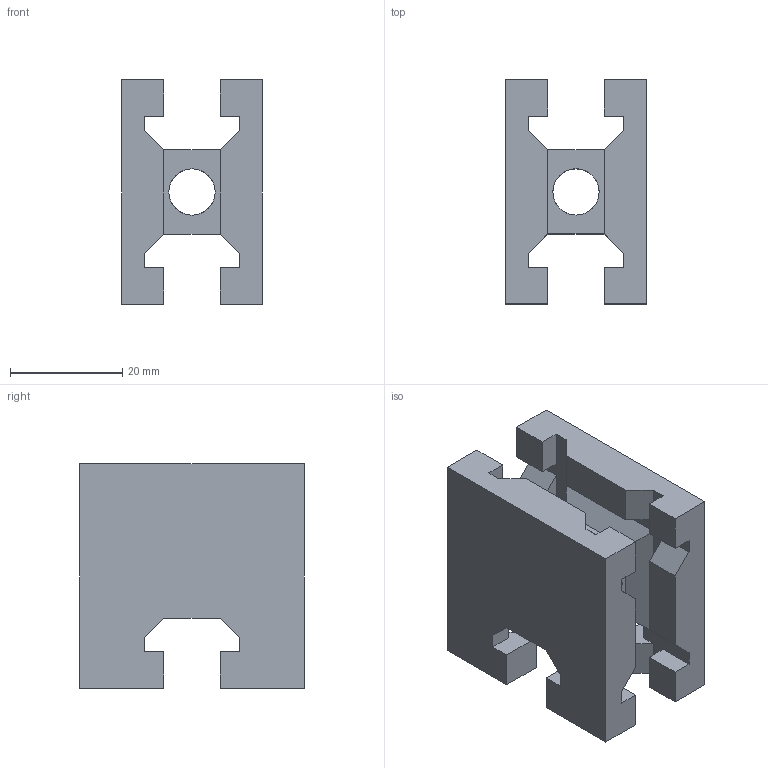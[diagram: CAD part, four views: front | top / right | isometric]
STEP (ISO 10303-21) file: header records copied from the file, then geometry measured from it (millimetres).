
FILE_DESCRIPTION(('STEP AP214'),'1');
FILE_NAME(' ',' ',('TraceParts'),('TraceParts S.A.'),'XStep 1.0',' ',' ');
FILE_SCHEMA(('automotive_design'));
Length unit declared in the file: millimetre
Products named in the file (1): 1
Bounding box: 25 x 40 x 40 mm (x, y, z)
Volume: 18950.9 mm3; surface area: 9927.5 mm2
Topology: 1 solids, 1 shells, 108 faces, 306 edges, 198 vertices
Faces by surface type: plane 100, cylinder 8
Entity records: 6826 total; most frequent: CARTESIAN_POINT 637, STYLED_ITEM 612, PRESENTATION_STYLE_ASSIGNMENT 612, COLOUR_RGB 612, ORIENTED_EDGE 612, DIRECTION 524, EDGE_CURVE 306, CURVE_STYLE 306
